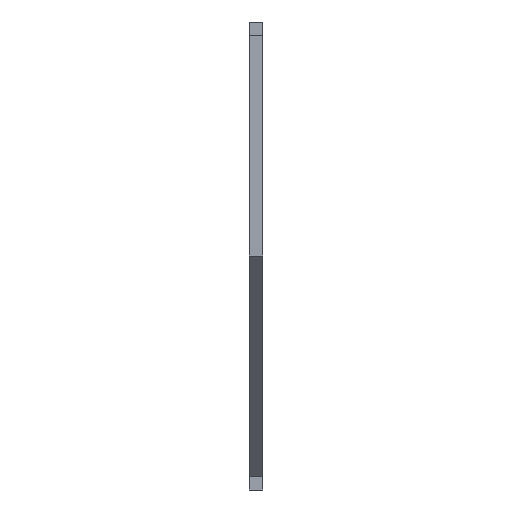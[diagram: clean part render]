
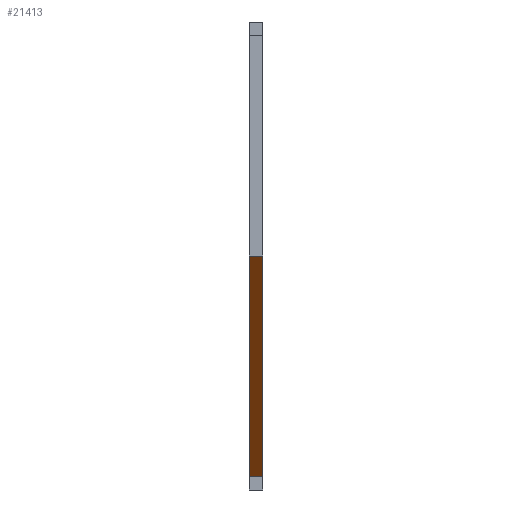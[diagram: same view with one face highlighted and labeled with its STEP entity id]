
A CAD part, left-side view. The second image highlights one B-rep face of the part: STEP entity #21413.
In plain terms, the highlighted planar face has unit normal (-0.707, 0, -0.707).
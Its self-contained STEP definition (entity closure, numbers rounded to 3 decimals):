
#44 = PLANE('',#45);
#45 = AXIS2_PLACEMENT_3D('',#46,#47,#48);
#46 = CARTESIAN_POINT('',(0.,-6.,200.));
#47 = DIRECTION('',(0.,-1.,0.));
#48 = DIRECTION('',(0.,0.,1.));
#100 = PLANE('',#101);
#101 = AXIS2_PLACEMENT_3D('',#102,#103,#104);
#102 = CARTESIAN_POINT('',(0.,0.,200.));
#103 = DIRECTION('',(0.,-1.,0.));
#104 = DIRECTION('',(0.,0.,1.));
#1544 = VERTEX_POINT('',#1545);
#1545 = CARTESIAN_POINT('',(-300.,-6.,0.));
#1559 = PLANE('',#1560);
#1560 = AXIS2_PLACEMENT_3D('',#1561,#1562,#1563);
#1561 = CARTESIAN_POINT('',(-300.,0.,0.));
#1562 = DIRECTION('',(0.,0.,-1.));
#1563 = DIRECTION('',(-1.,0.,0.));
#1571 = EDGE_CURVE('',#1572,#1544,#1574,.T.);
#1572 = VERTEX_POINT('',#1573);
#1573 = CARTESIAN_POINT('',(-400.,-6.,100.));
#1574 = SURFACE_CURVE('',#1575,(#1579,#1586),.PCURVE_S1.);
#1575 = LINE('',#1576,#1577);
#1576 = CARTESIAN_POINT('',(-400.,-6.,100.));
#1577 = VECTOR('',#1578,1.);
#1578 = DIRECTION('',(0.707,0.,-0.707
    ));
#1579 = PCURVE('',#44,#1580);
#1580 = DEFINITIONAL_REPRESENTATION('',(#1581),#1585);
#1581 = LINE('',#1582,#1583);
#1582 = CARTESIAN_POINT('',(-100.,400.));
#1583 = VECTOR('',#1584,1.);
#1584 = DIRECTION('',(-0.707,-0.707));
#1585 = ( GEOMETRIC_REPRESENTATION_CONTEXT(2) 
PARAMETRIC_REPRESENTATION_CONTEXT() REPRESENTATION_CONTEXT('2D SPACE',''
  ) );
#1586 = PCURVE('',#1587,#1592);
#1587 = PLANE('',#1588);
#1588 = AXIS2_PLACEMENT_3D('',#1589,#1590,#1591);
#1589 = CARTESIAN_POINT('',(-400.,0.,100.));
#1590 = DIRECTION('',(-0.707,0.,
    -0.707));
#1591 = DIRECTION('',(-0.707,0.,0.707)
  );
#1592 = DEFINITIONAL_REPRESENTATION('',(#1593),#1597);
#1593 = LINE('',#1594,#1595);
#1594 = CARTESIAN_POINT('',(0.,-6.));
#1595 = VECTOR('',#1596,1.);
#1596 = DIRECTION('',(-1.,0.));
#1597 = ( GEOMETRIC_REPRESENTATION_CONTEXT(2) 
PARAMETRIC_REPRESENTATION_CONTEXT() REPRESENTATION_CONTEXT('2D SPACE',''
  ) );
#1615 = PLANE('',#1616);
#1616 = AXIS2_PLACEMENT_3D('',#1617,#1618,#1619);
#1617 = CARTESIAN_POINT('',(-400.,0.,200.));
#1618 = DIRECTION('',(-1.,0.,-0.));
#1619 = DIRECTION('',(0.,0.,1.));
#7593 = VERTEX_POINT('',#7594);
#7594 = CARTESIAN_POINT('',(-300.,0.,0.));
#7615 = EDGE_CURVE('',#7616,#7593,#7618,.T.);
#7616 = VERTEX_POINT('',#7617);
#7617 = CARTESIAN_POINT('',(-400.,0.,100.));
#7618 = SURFACE_CURVE('',#7619,(#7623,#7630),.PCURVE_S1.);
#7619 = LINE('',#7620,#7621);
#7620 = CARTESIAN_POINT('',(-400.,0.,100.));
#7621 = VECTOR('',#7622,1.);
#7622 = DIRECTION('',(0.707,0.,-0.707
    ));
#7623 = PCURVE('',#100,#7624);
#7624 = DEFINITIONAL_REPRESENTATION('',(#7625),#7629);
#7625 = LINE('',#7626,#7627);
#7626 = CARTESIAN_POINT('',(-100.,400.));
#7627 = VECTOR('',#7628,1.);
#7628 = DIRECTION('',(-0.707,-0.707));
#7629 = ( GEOMETRIC_REPRESENTATION_CONTEXT(2) 
PARAMETRIC_REPRESENTATION_CONTEXT() REPRESENTATION_CONTEXT('2D SPACE',''
  ) );
#7630 = PCURVE('',#1587,#7631);
#7631 = DEFINITIONAL_REPRESENTATION('',(#7632),#7636);
#7632 = LINE('',#7633,#7634);
#7633 = CARTESIAN_POINT('',(0.,0.));
#7634 = VECTOR('',#7635,1.);
#7635 = DIRECTION('',(-1.,0.));
#7636 = ( GEOMETRIC_REPRESENTATION_CONTEXT(2) 
PARAMETRIC_REPRESENTATION_CONTEXT() REPRESENTATION_CONTEXT('2D SPACE',''
  ) );
#21324 = EDGE_CURVE('',#7593,#1544,#21325,.T.);
#21325 = SURFACE_CURVE('',#21326,(#21330,#21337),.PCURVE_S1.);
#21326 = LINE('',#21327,#21328);
#21327 = CARTESIAN_POINT('',(-300.,0.,0.));
#21328 = VECTOR('',#21329,1.);
#21329 = DIRECTION('',(0.,-1.,0.));
#21330 = PCURVE('',#1559,#21331);
#21331 = DEFINITIONAL_REPRESENTATION('',(#21332),#21336);
#21332 = LINE('',#21333,#21334);
#21333 = CARTESIAN_POINT('',(0.,-0.));
#21334 = VECTOR('',#21335,1.);
#21335 = DIRECTION('',(-0.,-1.));
#21336 = ( GEOMETRIC_REPRESENTATION_CONTEXT(2) 
PARAMETRIC_REPRESENTATION_CONTEXT() REPRESENTATION_CONTEXT('2D SPACE',''
  ) );
#21337 = PCURVE('',#1587,#21338);
#21338 = DEFINITIONAL_REPRESENTATION('',(#21339),#21343);
#21339 = LINE('',#21340,#21341);
#21340 = CARTESIAN_POINT('',(-141.421,0.));
#21341 = VECTOR('',#21342,1.);
#21342 = DIRECTION('',(0.,-1.));
#21343 = ( GEOMETRIC_REPRESENTATION_CONTEXT(2) 
PARAMETRIC_REPRESENTATION_CONTEXT() REPRESENTATION_CONTEXT('2D SPACE',''
  ) );
#21413 = ADVANCED_FACE('',(#21414),#1587,.T.);
#21414 = FACE_BOUND('',#21415,.F.);
#21415 = EDGE_LOOP('',(#21416,#21437,#21438,#21439));
#21416 = ORIENTED_EDGE('',*,*,#21417,.T.);
#21417 = EDGE_CURVE('',#7616,#1572,#21418,.T.);
#21418 = SURFACE_CURVE('',#21419,(#21423,#21430),.PCURVE_S1.);
#21419 = LINE('',#21420,#21421);
#21420 = CARTESIAN_POINT('',(-400.,0.,100.));
#21421 = VECTOR('',#21422,1.);
#21422 = DIRECTION('',(0.,-1.,0.));
#21423 = PCURVE('',#1587,#21424);
#21424 = DEFINITIONAL_REPRESENTATION('',(#21425),#21429);
#21425 = LINE('',#21426,#21427);
#21426 = CARTESIAN_POINT('',(0.,-0.));
#21427 = VECTOR('',#21428,1.);
#21428 = DIRECTION('',(0.,-1.));
#21429 = ( GEOMETRIC_REPRESENTATION_CONTEXT(2) 
PARAMETRIC_REPRESENTATION_CONTEXT() REPRESENTATION_CONTEXT('2D SPACE',''
  ) );
#21430 = PCURVE('',#1615,#21431);
#21431 = DEFINITIONAL_REPRESENTATION('',(#21432),#21436);
#21432 = LINE('',#21433,#21434);
#21433 = CARTESIAN_POINT('',(-100.,0.));
#21434 = VECTOR('',#21435,1.);
#21435 = DIRECTION('',(0.,-1.));
#21436 = ( GEOMETRIC_REPRESENTATION_CONTEXT(2) 
PARAMETRIC_REPRESENTATION_CONTEXT() REPRESENTATION_CONTEXT('2D SPACE',''
  ) );
#21437 = ORIENTED_EDGE('',*,*,#1571,.T.);
#21438 = ORIENTED_EDGE('',*,*,#21324,.F.);
#21439 = ORIENTED_EDGE('',*,*,#7615,.F.);
